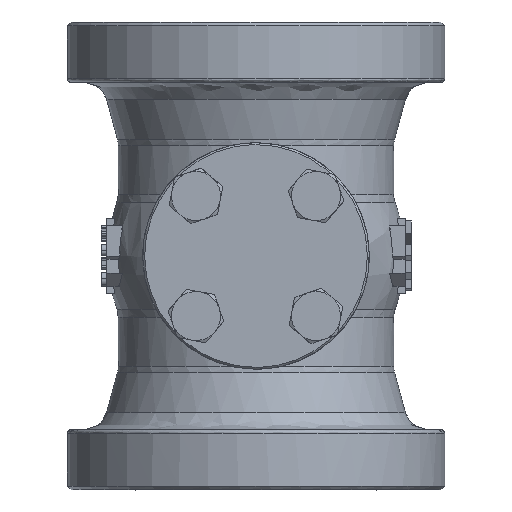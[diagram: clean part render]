
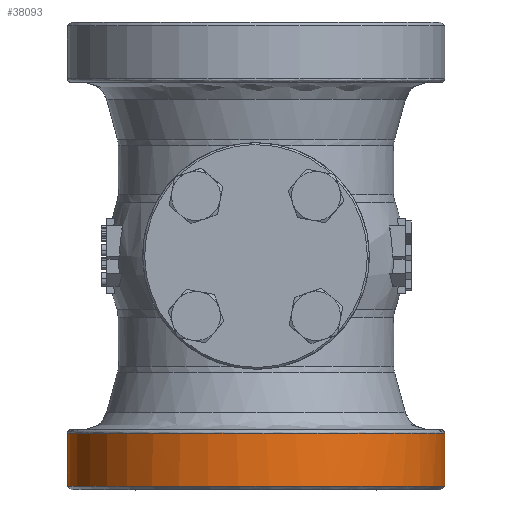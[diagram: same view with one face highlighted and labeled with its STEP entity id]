
A CAD part, front view. The second image highlights one B-rep face of the part: STEP entity #38093.
In plain terms, the highlighted cylindrical face has radius 50 mm (diameter 100 mm), a partial arc.
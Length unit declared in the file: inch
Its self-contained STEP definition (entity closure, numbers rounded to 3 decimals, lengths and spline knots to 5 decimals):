
#1416 = B_SPLINE_CURVE_WITH_KNOTS ( 'NONE', 3,
 ( #15145, #8342, #16156, #29309, #42771, #12884, #22984, #41317, #29109, #11422, #36240, #21532, #14934, #28309, #42564, #14714, #42345, #12439, #34812, #28088, #38280, #15943, #24858, #21760, #5869, #25851, #41540, #35814, #38057, #8115, #4871, #18214, #39099, #19256 ),
 .UNSPECIFIED., .F., .F.,
 ( 4, 2, 2, 2, 2, 2, 2, 2, 2, 2, 2, 2, 2, 2, 2, 2, 4 ),
 ( 0., 0.0625, 0.125, 0.1875, 0.25, 0.3125, 0.375, 0.4375, 0.5, 0.5625, 0.625, 0.6875, 0.75, 0.8125, 0.875, 0.9375, 1. ),
 .UNSPECIFIED. ) ;
#1691 = CARTESIAN_POINT ( 'NONE',  ( 1.9685, 0., -2.40157 ) ) ;
#2242 = CYLINDRICAL_SURFACE ( 'NONE', #2365, 1.9685 ) ;
#2365 = AXIS2_PLACEMENT_3D ( 'NONE', #12702, #23026, #12917 ) ;
#2816 = CARTESIAN_POINT ( 'NONE',  ( -1.9685, -3.93701, -1.85039 ) ) ;
#4871 = CARTESIAN_POINT ( 'NONE',  ( 1.90554, -0.5104, -2.40157 ) ) ;
#5331 = VERTEX_POINT ( 'NONE', #32363 ) ;
#5869 = CARTESIAN_POINT ( 'NONE',  ( 1.30084, -1.48304, -2.40157 ) ) ;
#6231 = B_SPLINE_CURVE_WITH_KNOTS ( 'NONE', 3,
 ( #16652, #26541, #42630, #39792 ),
 .UNSPECIFIED., .F., .F.,
 ( 4, 4 ),
 ( 0., 1. ),
 .UNSPECIFIED. ) ;
#8115 = CARTESIAN_POINT ( 'NONE',  ( 1.86796, -0.63428, -2.40157 ) ) ;
#8342 = CARTESIAN_POINT ( 'NONE',  ( -1.9685, -0.12884, -2.40157 ) ) ;
#8968 = FACE_OUTER_BOUND ( 'NONE', #10329, .T. ) ;
#10329 = EDGE_LOOP ( 'NONE', ( #11993, #37054, #37686, #25723 ) ) ;
#10363 = VERTEX_POINT ( 'NONE', #21995 ) ;
#11422 = CARTESIAN_POINT ( 'NONE',  ( -1.30084, -1.48304, -2.40157 ) ) ;
#11993 = ORIENTED_EDGE ( 'NONE', *, *, #22943, .F. ) ;
#12439 = CARTESIAN_POINT ( 'NONE',  ( 0.12884, -1.9685, -2.40157 ) ) ;
#12702 = CARTESIAN_POINT ( 'NONE',  ( 0., 0., -2.40157 ) ) ;
#12780 =( BOUNDED_CURVE ( )  B_SPLINE_CURVE ( 3, ( #15919, #2816, #32339, #19026 ),
 .UNSPECIFIED., .F., .T. ) 
 B_SPLINE_CURVE_WITH_KNOTS ( ( 4, 4 ),
 ( 0., 1. ),
 .UNSPECIFIED. ) 
 CURVE ( )  GEOMETRIC_REPRESENTATION_ITEM ( )  RATIONAL_B_SPLINE_CURVE ( ( 0.957, 0.319, 0.319, 0.957 ) ) 
 REPRESENTATION_ITEM ( '' )  );
#12884 = CARTESIAN_POINT ( 'NONE',  ( -1.76936, -0.87234, -2.40157 ) ) ;
#12917 = DIRECTION ( 'NONE',  ( 1., 0., 0. ) ) ;
#14714 = CARTESIAN_POINT ( 'NONE',  ( -0.25767, -1.95581, -2.40157 ) ) ;
#14934 = CARTESIAN_POINT ( 'NONE',  ( -0.87234, -1.76936, -2.40157 ) ) ;
#15145 = CARTESIAN_POINT ( 'NONE',  ( -1.9685, 0., -2.40157 ) ) ;
#15919 = CARTESIAN_POINT ( 'NONE',  ( -1.9685, 0., -1.85039 ) ) ;
#15943 = CARTESIAN_POINT ( 'NONE',  ( 0.87234, -1.76936, -2.40157 ) ) ;
#16156 = CARTESIAN_POINT ( 'NONE',  ( -1.95581, -0.25767, -2.40157 ) ) ;
#16652 = CARTESIAN_POINT ( 'NONE',  ( 1.9685, 0., -1.85039 ) ) ;
#16747 = CARTESIAN_POINT ( 'NONE',  ( -1.9685, 0., -2.21785 ) ) ;
#18214 = CARTESIAN_POINT ( 'NONE',  ( 1.95581, -0.25767, -2.40157 ) ) ;
#19026 = CARTESIAN_POINT ( 'NONE',  ( 1.9685, 0., -1.85039 ) ) ;
#19256 = CARTESIAN_POINT ( 'NONE',  ( 1.9685, 0., -2.40157 ) ) ;
#20870 = CARTESIAN_POINT ( 'NONE',  ( 1.9685, 0., -1.85039 ) ) ;
#21493 = EDGE_CURVE ( 'NONE', #10363, #5331, #38639, .T. ) ;
#21532 = CARTESIAN_POINT ( 'NONE',  ( -0.98652, -1.70833, -2.40157 ) ) ;
#21736 = VERTEX_POINT ( 'NONE', #20870 ) ;
#21760 = CARTESIAN_POINT ( 'NONE',  ( 1.20077, -1.56517, -2.40157 ) ) ;
#21995 = CARTESIAN_POINT ( 'NONE',  ( -1.9685, 0., -2.40157 ) ) ;
#22943 = EDGE_CURVE ( 'NONE', #21736, #30160, #6231, .T. ) ;
#22984 = CARTESIAN_POINT ( 'NONE',  ( -1.70833, -0.98652, -2.40157 ) ) ;
#23026 = DIRECTION ( 'NONE',  ( 0., 0., 1. ) ) ;
#23146 = CARTESIAN_POINT ( 'NONE',  ( -1.9685, 0., -2.03412 ) ) ;
#24190 = EDGE_CURVE ( 'NONE', #10363, #30160, #1416, .T. ) ;
#24858 = CARTESIAN_POINT ( 'NONE',  ( 0.98652, -1.70833, -2.40157 ) ) ;
#25723 = ORIENTED_EDGE ( 'NONE', *, *, #24190, .T. ) ;
#25851 = CARTESIAN_POINT ( 'NONE',  ( 1.48304, -1.30084, -2.40157 ) ) ;
#26541 = CARTESIAN_POINT ( 'NONE',  ( 1.9685, 0., -2.03412 ) ) ;
#28088 = CARTESIAN_POINT ( 'NONE',  ( 0.5104, -1.90554, -2.40157 ) ) ;
#28309 = CARTESIAN_POINT ( 'NONE',  ( -0.63428, -1.86796, -2.40157 ) ) ;
#29109 = CARTESIAN_POINT ( 'NONE',  ( -1.48304, -1.30084, -2.40157 ) ) ;
#29309 = CARTESIAN_POINT ( 'NONE',  ( -1.90554, -0.5104, -2.40157 ) ) ;
#30099 = CARTESIAN_POINT ( 'NONE',  ( -1.9685, 0., -1.85039 ) ) ;
#30160 = VERTEX_POINT ( 'NONE', #1691 ) ;
#32339 = CARTESIAN_POINT ( 'NONE',  ( 1.9685, -3.93701, -1.85039 ) ) ;
#32363 = CARTESIAN_POINT ( 'NONE',  ( -1.9685, 0., -1.85039 ) ) ;
#33347 = CARTESIAN_POINT ( 'NONE',  ( -1.9685, 0., -2.40157 ) ) ;
#34812 = CARTESIAN_POINT ( 'NONE',  ( 0.25767, -1.95581, -2.40157 ) ) ;
#35814 = CARTESIAN_POINT ( 'NONE',  ( 1.70833, -0.98652, -2.40157 ) ) ;
#36240 = CARTESIAN_POINT ( 'NONE',  ( -1.20077, -1.56517, -2.40157 ) ) ;
#37054 = ORIENTED_EDGE ( 'NONE', *, *, #42102, .F. ) ;
#37686 = ORIENTED_EDGE ( 'NONE', *, *, #21493, .F. ) ;
#38057 = CARTESIAN_POINT ( 'NONE',  ( 1.76936, -0.87234, -2.40157 ) ) ;
#38093 = ADVANCED_FACE ( 'NONE', ( #8968 ), #2242, .T. ) ;
#38280 = CARTESIAN_POINT ( 'NONE',  ( 0.63428, -1.86796, -2.40157 ) ) ;
#38639 = B_SPLINE_CURVE_WITH_KNOTS ( 'NONE', 3,
 ( #33347, #16747, #23146, #30099 ),
 .UNSPECIFIED., .F., .F.,
 ( 4, 4 ),
 ( 0., 1. ),
 .UNSPECIFIED. ) ;
#39099 = CARTESIAN_POINT ( 'NONE',  ( 1.9685, -0.12884, -2.40157 ) ) ;
#39792 = CARTESIAN_POINT ( 'NONE',  ( 1.9685, 0., -2.40157 ) ) ;
#41317 = CARTESIAN_POINT ( 'NONE',  ( -1.56517, -1.20077, -2.40157 ) ) ;
#41540 = CARTESIAN_POINT ( 'NONE',  ( 1.56517, -1.20077, -2.40157 ) ) ;
#42102 = EDGE_CURVE ( 'NONE', #5331, #21736, #12780, .T. ) ;
#42345 = CARTESIAN_POINT ( 'NONE',  ( -0.12884, -1.9685, -2.40157 ) ) ;
#42564 = CARTESIAN_POINT ( 'NONE',  ( -0.5104, -1.90554, -2.40157 ) ) ;
#42630 = CARTESIAN_POINT ( 'NONE',  ( 1.9685, 0., -2.21785 ) ) ;
#42771 = CARTESIAN_POINT ( 'NONE',  ( -1.86796, -0.63428, -2.40157 ) ) ;
